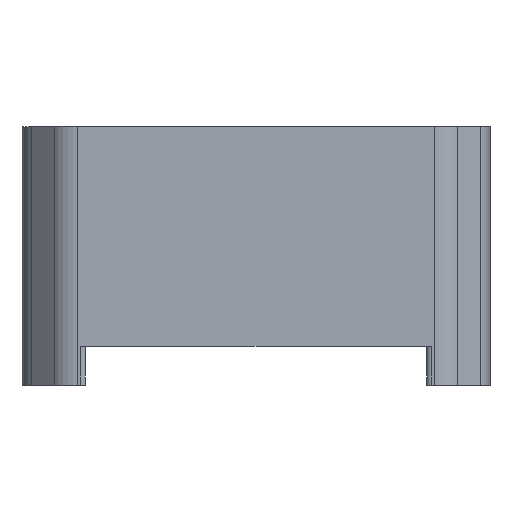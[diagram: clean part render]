
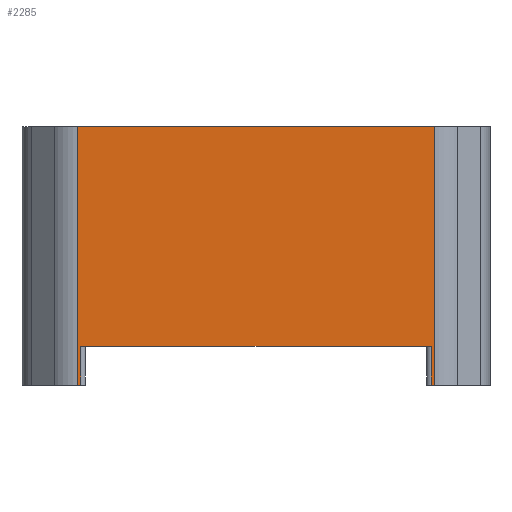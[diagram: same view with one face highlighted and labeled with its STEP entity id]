
A CAD part, left-side view. The second image highlights one B-rep face of the part: STEP entity #2285.
In plain terms, the highlighted planar face has unit normal (-1, 0, 0).
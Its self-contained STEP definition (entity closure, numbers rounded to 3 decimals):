
#104=PLANE('',#2556);
#221=FACE_OUTER_BOUND('',#361,.T.);
#361=EDGE_LOOP('',(#2064,#2065,#2066,#2067,#2068,#2069,#2070,#2071));
#417=LINE('',#3440,#618);
#493=LINE('',#3700,#694);
#549=LINE('',#3909,#750);
#550=LINE('',#3912,#751);
#551=LINE('',#3915,#752);
#554=LINE('',#3925,#755);
#565=LINE('',#3954,#766);
#566=LINE('',#3955,#767);
#618=VECTOR('',#2715,10.);
#694=VECTOR('',#2971,10.);
#750=VECTOR('',#3201,10.);
#751=VECTOR('',#3206,0.4);
#752=VECTOR('',#3209,0.4);
#755=VECTOR('',#3220,10.);
#766=VECTOR('',#3253,10.);
#767=VECTOR('',#3254,10.);
#962=VERTEX_POINT('',#3438);
#963=VERTEX_POINT('',#3439);
#1056=VERTEX_POINT('',#3697);
#1057=VERTEX_POINT('',#3699);
#1106=VERTEX_POINT('',#3906);
#1107=VERTEX_POINT('',#3908);
#1108=VERTEX_POINT('',#3914);
#1111=VERTEX_POINT('',#3924);
#1191=EDGE_CURVE('',#962,#963,#417,.T.);
#1322=EDGE_CURVE('',#1056,#1057,#493,.T.);
#1419=EDGE_CURVE('',#1107,#1106,#549,.F.);
#1421=EDGE_CURVE('',#1107,#962,#550,.T.);
#1422=EDGE_CURVE('',#963,#1108,#551,.T.);
#1427=EDGE_CURVE('',#1111,#1108,#554,.F.);
#1443=EDGE_CURVE('',#1057,#1106,#565,.T.);
#1444=EDGE_CURVE('',#1111,#1056,#566,.T.);
#2064=ORIENTED_EDGE('',*,*,#1191,.F.);
#2065=ORIENTED_EDGE('',*,*,#1421,.F.);
#2066=ORIENTED_EDGE('',*,*,#1419,.T.);
#2067=ORIENTED_EDGE('',*,*,#1443,.F.);
#2068=ORIENTED_EDGE('',*,*,#1322,.F.);
#2069=ORIENTED_EDGE('',*,*,#1444,.F.);
#2070=ORIENTED_EDGE('',*,*,#1427,.T.);
#2071=ORIENTED_EDGE('',*,*,#1422,.F.);
#2285=ADVANCED_FACE('',(#221),#104,.T.);
#2556=AXIS2_PLACEMENT_3D('',#3953,#3251,#3252);
#2715=DIRECTION('',(0.,1.,0.));
#2971=DIRECTION('',(0.,-1.,0.));
#3201=DIRECTION('',(0.,1.,0.));
#3206=DIRECTION('',(0.,0.,1.));
#3209=DIRECTION('',(0.,0.,-1.));
#3220=DIRECTION('',(0.,1.,0.));
#3251=DIRECTION('center_axis',(-1.,0.,0.));
#3252=DIRECTION('ref_axis',(0.,1.,0.));
#3253=DIRECTION('',(0.,0.,-1.));
#3254=DIRECTION('',(0.,0.,1.));
#3438=CARTESIAN_POINT('',(-25.85,-30.832,1085.2));
#3439=CARTESIAN_POINT('',(-25.85,0.832,1085.2));
#3440=CARTESIAN_POINT('',(-25.85,-30.832,1085.2));
#3697=CARTESIAN_POINT('',(-25.85,1.107,1105.05));
#3699=CARTESIAN_POINT('',(-25.85,-31.107,1105.05));
#3700=CARTESIAN_POINT('',(-25.85,-23.675,1105.05));
#3906=CARTESIAN_POINT('',(-25.85,-31.107,1081.7));
#3908=CARTESIAN_POINT('',(-25.85,-30.832,1081.7));
#3909=CARTESIAN_POINT('',(-25.85,-23.675,1081.7));
#3912=CARTESIAN_POINT('',(-25.85,-30.832,1087.));
#3914=CARTESIAN_POINT('',(-25.85,0.832,1081.7));
#3915=CARTESIAN_POINT('',(-25.85,0.832,1087.));
#3924=CARTESIAN_POINT('',(-25.85,1.107,1081.7));
#3925=CARTESIAN_POINT('',(-25.85,-23.675,1081.7));
#3953=CARTESIAN_POINT('Origin',(-25.85,-32.35,1111.));
#3954=CARTESIAN_POINT('',(-25.85,-31.107,1111.));
#3955=CARTESIAN_POINT('',(-25.85,1.107,1111.));
